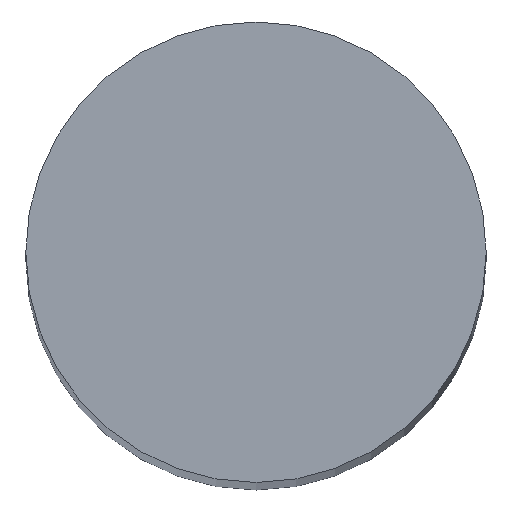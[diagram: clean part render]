
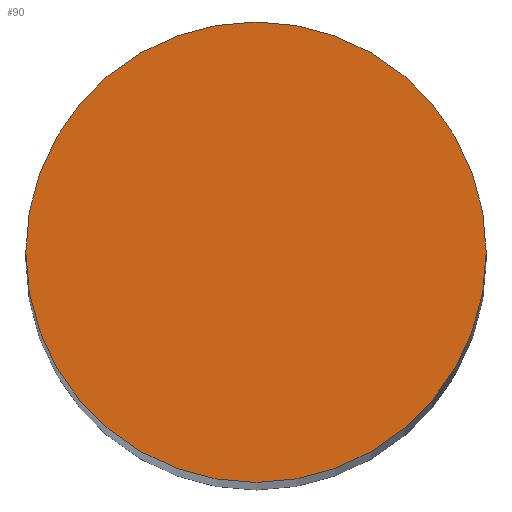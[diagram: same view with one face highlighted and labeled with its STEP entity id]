
A CAD part, top view. The second image highlights one B-rep face of the part: STEP entity #90.
In plain terms, the highlighted planar face has unit normal (0, 0, 1).
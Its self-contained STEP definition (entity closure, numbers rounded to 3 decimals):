
#31=FACE_OUTER_BOUND('',#39,.T.);
#39=EDGE_LOOP('',(#78));
#47=CIRCLE('',#116,80.);
#53=VERTEX_POINT('',#168);
#62=EDGE_CURVE('',#53,#53,#47,.T.);
#78=ORIENTED_EDGE('',*,*,#62,.T.);
#83=PLANE('',#117);
#90=ADVANCED_FACE('',(#31),#83,.T.);
#116=AXIS2_PLACEMENT_3D('',#170,#144,#145);
#117=AXIS2_PLACEMENT_3D('',#171,#146,#147);
#144=DIRECTION('center_axis',(0.,0.,1.));
#145=DIRECTION('ref_axis',(1.,0.,0.));
#146=DIRECTION('center_axis',(0.,0.,1.));
#147=DIRECTION('ref_axis',(1.,0.,0.));
#168=CARTESIAN_POINT('',(-80.,0.,0.));
#170=CARTESIAN_POINT('Origin',(0.,0.,0.));
#171=CARTESIAN_POINT('Origin',(0.,0.,0.));
